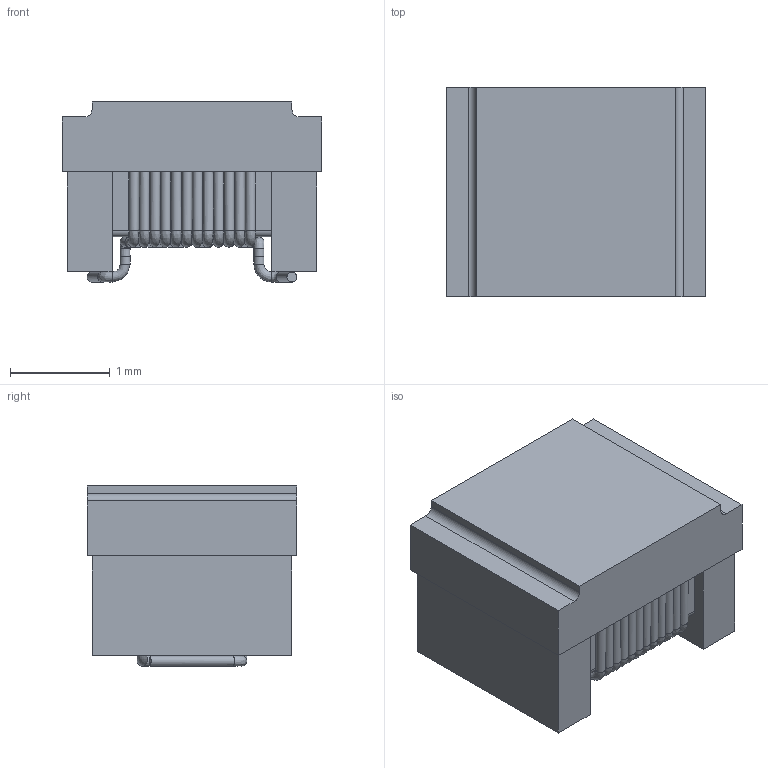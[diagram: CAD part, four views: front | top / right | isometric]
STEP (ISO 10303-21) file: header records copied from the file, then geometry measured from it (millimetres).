
FILE_DESCRIPTION(/* description */ ('Unknown','CAx-IF Rec.Pracs.---Representation and Presentation of Product Manufacturing Information (PMI)---4.0---2014-10-13','CAx-IF Rec.Pracs.---3D Tessellated Geometry---0.4---2014-09-14','2;1'),/* implementation_level */ '2;1');
FILE_NAME(/* name */ 'L_Wurth_WE-RFH-1008A',/* time_stamp */ '2024-12-17T14:37:51+08:00',/* author */ ('Unknown'),/* organization */ ('Unknown'),/* preprocessor_version */ 'ST-DEVELOPER v16.7',/* originating_system */ 'Solid Edge',/* authorisation */ 'Unknown');
FILE_SCHEMA (('AP242_MANAGED_MODEL_BASED_3D_ENGINEERING_MIM_LF { 1 0 10303 442 1 1 4 }'));
Length unit declared in the file: millimetre
Products named in the file (2): L_Wurth_WE-RFH-1008A
Assembly tree (1 placements, depth 2):
  L_Wurth_WE-RFH-1008A
    L_Wurth_WE-RFH-1008A
Bounding box: 2.6 x 2.1 x 1.8 mm (x, y, z)
Volume: 7.5 mm3; surface area: 37.7 mm2
Topology: 1 solids, 4 shells, 126 faces, 338 edges, 222 vertices
Faces by surface type: cylinder 49, bspline 40, plane 37
Full cylindrical faces by diameter (mm): 0.1 x33
Entity records: 5650 total; most frequent: CARTESIAN_POINT 2530, ORIENTED_EDGE 412, DIRECTION 348, EDGE_LOOP 224, FACE_BOUND 224, EDGE_CURVE 206, VERTEX_POINT 166, AXIS2_PLACEMENT_3D 124
